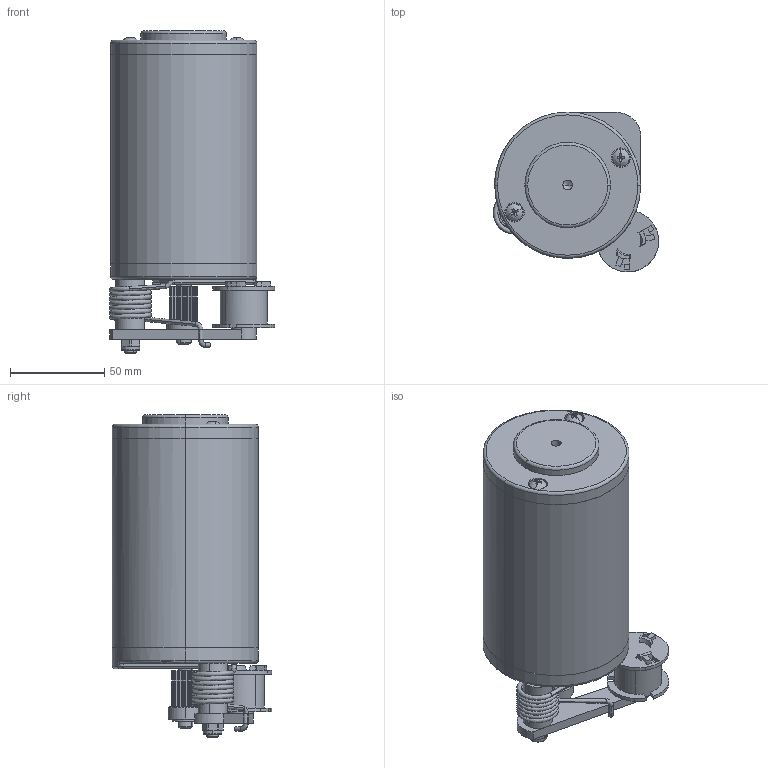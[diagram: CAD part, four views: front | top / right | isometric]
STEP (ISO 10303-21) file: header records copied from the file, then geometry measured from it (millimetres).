
FILE_DESCRIPTION((''),'2;1');
FILE_NAME('Mini Bike Motor.stp','2006-01-18T21:35:51',('t8558es'),(''),'Autodesk Inventor (R) 6.0','Autodesk Inventor (R) 6.0','');
FILE_SCHEMA(('AUTOMOTIVE_DESIGN { 1 0 10303 214 1 1 1 1 }'));
Length unit declared in the file: millimetre
Products named in the file (10): Mini Bike Motor; Pinion Pulley; Arm; Spring; Pulley Cap; Pulley; Long Bolt; Short Bolt; DIN 985 - M6
Assembly tree (9 placements, depth 2):
  Mini Bike Motor
    Mini Bike Motor
    Pinion Pulley
    Arm
    Spring
    Pulley Cap
    Pulley
    Long Bolt
    Short Bolt
    DIN 985 - M6
Bounding box: 87.73 x 84.64 x 171 mm (x, y, z)
Volume: 644327.3 mm3; surface area: 71687.1 mm2
Topology: 9 solids, 9 shells, 423 faces, 1063 edges, 669 vertices
Faces by surface type: plane 175, cylinder 144, bspline 56, cone 29, torus 19
Entity records: 14895 total; most frequent: CARTESIAN_POINT 4480, DIRECTION 2228, ORIENTED_EDGE 2118, EDGE_CURVE 1059, AXIS2_PLACEMENT_3D 866, VERTEX_POINT 669, VECTOR 496, LINE 496
